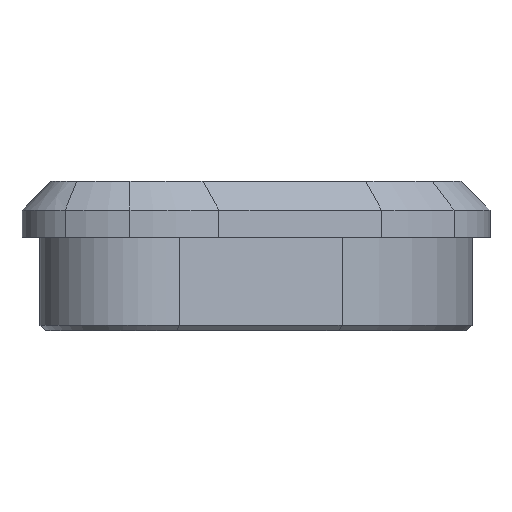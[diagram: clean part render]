
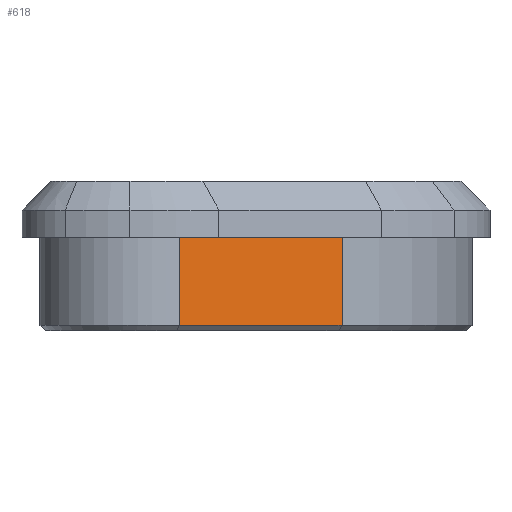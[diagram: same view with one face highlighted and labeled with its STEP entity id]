
A CAD part, left-side view. The second image highlights one B-rep face of the part: STEP entity #618.
In plain terms, the highlighted planar face has unit normal (-0.836, -0.549, 0).
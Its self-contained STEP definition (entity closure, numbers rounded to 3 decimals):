
#252 = VECTOR ( 'NONE', #1522, 1000. ) ;
#262 = ORIENTED_EDGE ( 'NONE', *, *, #527, .T. ) ;
#271 = VECTOR ( 'NONE', #621, 1000. ) ;
#281 = DIRECTION ( 'NONE',  ( 0., 0., 1. ) ) ;
#395 = EDGE_LOOP ( 'NONE', ( #604, #262, #1277, #1700 ) ) ;
#396 = CARTESIAN_POINT ( 'NONE',  ( -22.835, 11.611, 0. ) ) ;
#435 = VERTEX_POINT ( 'NONE', #1165 ) ;
#442 = EDGE_CURVE ( 'NONE', #692, #729, #580, .T. ) ;
#446 = CARTESIAN_POINT ( 'NONE',  ( -25.8, 16.128, -2.6 ) ) ;
#527 = EDGE_CURVE ( 'NONE', #692, #435, #1673, .T. ) ;
#580 = LINE ( 'NONE', #446, #643 ) ;
#604 = ORIENTED_EDGE ( 'NONE', *, *, #442, .F. ) ;
#618 = ADVANCED_FACE ( 'NONE', ( #1057 ), #751, .T. ) ;
#621 = DIRECTION ( 'NONE',  ( 0.549, -0.836, 0. ) ) ;
#643 = VECTOR ( 'NONE', #281, 1000. ) ;
#692 = VERTEX_POINT ( 'NONE', #832 ) ;
#729 = VERTEX_POINT ( 'NONE', #1435 ) ;
#742 = CARTESIAN_POINT ( 'NONE',  ( -22.835, 11.611, 0. ) ) ;
#751 = PLANE ( 'NONE',  #1256 ) ;
#832 = CARTESIAN_POINT ( 'NONE',  ( -25.8, 16.128, -2.45 ) ) ;
#965 = VECTOR ( 'NONE', #1523, 1000. ) ;
#1057 = FACE_OUTER_BOUND ( 'NONE', #395, .T. ) ;
#1072 = CARTESIAN_POINT ( 'NONE',  ( -22.835, 11.611, -2.6 ) ) ;
#1081 = CARTESIAN_POINT ( 'NONE',  ( -22.835, 11.611, -2.45 ) ) ;
#1165 = CARTESIAN_POINT ( 'NONE',  ( -22.835, 11.611, -2.45 ) ) ;
#1208 = LINE ( 'NONE', #1072, #252 ) ;
#1256 = AXIS2_PLACEMENT_3D ( 'NONE', #1813, #1652, #1805 ) ;
#1277 = ORIENTED_EDGE ( 'NONE', *, *, #1396, .T. ) ;
#1396 = EDGE_CURVE ( 'NONE', #435, #1687, #1208, .T. ) ;
#1435 = CARTESIAN_POINT ( 'NONE',  ( -25.8, 16.128, 0. ) ) ;
#1522 = DIRECTION ( 'NONE',  ( 0., 0., 1. ) ) ;
#1523 = DIRECTION ( 'NONE',  ( 0.549, -0.836, 0. ) ) ;
#1526 = LINE ( 'NONE', #742, #271 ) ;
#1652 = DIRECTION ( 'NONE',  ( -0.836, -0.549, 0. ) ) ;
#1673 = LINE ( 'NONE', #1081, #965 ) ;
#1687 = VERTEX_POINT ( 'NONE', #396 ) ;
#1700 = ORIENTED_EDGE ( 'NONE', *, *, #1852, .F. ) ;
#1805 = DIRECTION ( 'NONE',  ( 0.549, -0.836, 0. ) ) ;
#1813 = CARTESIAN_POINT ( 'NONE',  ( -22.835, 11.611, -2.6 ) ) ;
#1852 = EDGE_CURVE ( 'NONE', #729, #1687, #1526, .T. ) ;
